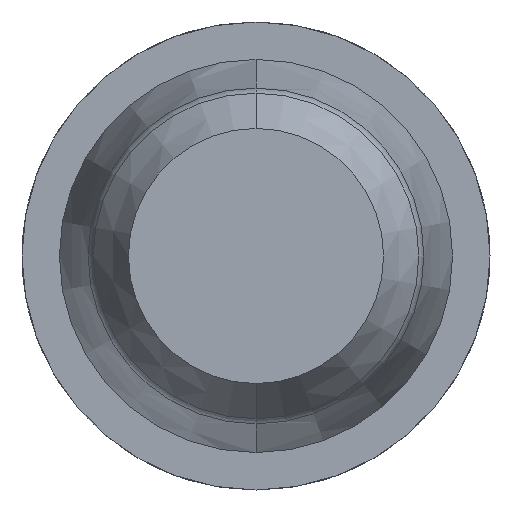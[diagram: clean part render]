
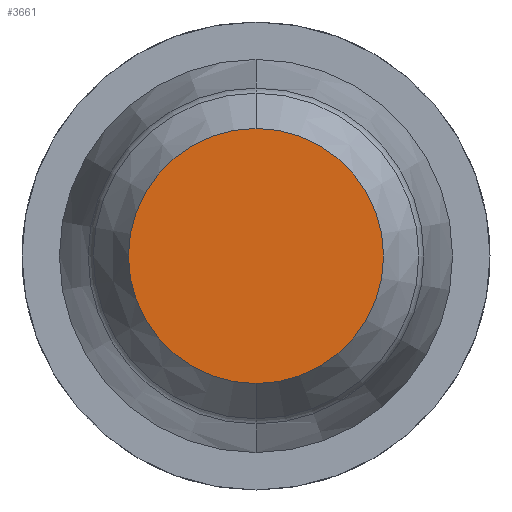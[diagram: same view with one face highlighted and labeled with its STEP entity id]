
A CAD part, front view. The second image highlights one B-rep face of the part: STEP entity #3661.
In plain terms, the highlighted planar face has unit normal (0, -1, 0).
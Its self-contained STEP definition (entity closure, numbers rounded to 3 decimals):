
#66 = ORIENTED_EDGE ( 'NONE', *, *, #1425, .F. ) ;
#285 = CARTESIAN_POINT ( 'NONE',  ( 0., -30.5, -0.627 ) ) ;
#297 = EDGE_CURVE ( 'Defeature ausgef�hrt3_1+Defeature ausgef�hrt3_0+Defeature ausgef�hrt3_0+Defeature ausgef�hrt3_0', #1083, #3985, #1381, .T. ) ;
#566 = CARTESIAN_POINT ( 'NONE',  ( 0., -30.5, 0. ) ) ;
#684 = PLANE ( 'NONE',  #2021 ) ;
#838 = FACE_OUTER_BOUND ( 'NONE', #2987, .T. ) ;
#982 = ORIENTED_EDGE ( 'NONE', *, *, #297, .F. ) ;
#1083 = VERTEX_POINT ( 'NONE', #285 ) ;
#1204 = DIRECTION ( 'NONE',  ( 0., 1., 0. ) ) ;
#1218 = DIRECTION ( 'NONE',  ( 0., 0., 1. ) ) ;
#1226 = DIRECTION ( 'NONE',  ( 0., 1., 0. ) ) ;
#1381 = CIRCLE ( 'NONE', #3634, 0.627 ) ;
#1425 = EDGE_CURVE ( 'Defeature ausgef�hrt3_1+Defeature ausgef�hrt3_0+Defeature ausgef�hrt3_0+Defeature ausgef�hrt3_0', #3985, #1083, #2888, .T. ) ;
#1848 = DIRECTION ( 'NONE',  ( 0., 0., 1. ) ) ;
#1883 = CARTESIAN_POINT ( 'NONE',  ( 0., -30.5, 0. ) ) ;
#2021 = AXIS2_PLACEMENT_3D ( 'NONE', #2290, #3210, #2614 ) ;
#2290 = CARTESIAN_POINT ( 'NONE',  ( 0., -30.5, 0. ) ) ;
#2557 = CARTESIAN_POINT ( 'NONE',  ( 0., -30.5, 0.627 ) ) ;
#2614 = DIRECTION ( 'NONE',  ( 0., 0., 1. ) ) ;
#2888 = CIRCLE ( 'NONE', #3497, 0.627 ) ;
#2987 = EDGE_LOOP ( 'NONE', ( #66, #982 ) ) ;
#3210 = DIRECTION ( 'NONE',  ( 0., 1., 0. ) ) ;
#3497 = AXIS2_PLACEMENT_3D ( 'NONE', #1883, #1204, #1218 ) ;
#3634 = AXIS2_PLACEMENT_3D ( 'NONE', #566, #1226, #1848 ) ;
#3661 = ADVANCED_FACE ( 'Defeature ausgef�hrt3_0', ( #838 ), #684, .F. ) ;
#3985 = VERTEX_POINT ( 'NONE', #2557 ) ;
